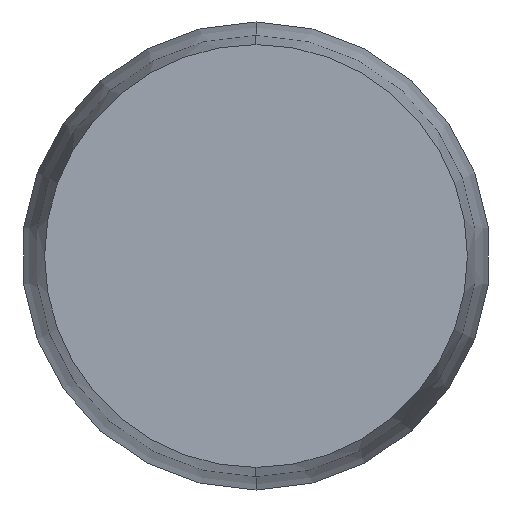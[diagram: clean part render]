
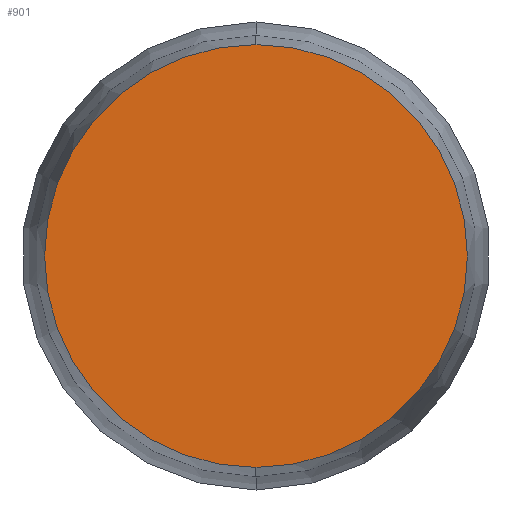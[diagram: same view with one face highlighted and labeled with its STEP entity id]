
A CAD part, left-side view. The second image highlights one B-rep face of the part: STEP entity #901.
In plain terms, the highlighted planar face has unit normal (-1, 0, 0).
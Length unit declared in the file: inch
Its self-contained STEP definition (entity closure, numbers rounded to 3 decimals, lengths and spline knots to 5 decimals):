
#6 = DIRECTION ( 'NONE',  ( 1., 0., 0. ) ) ;
#8 = CARTESIAN_POINT ( 'NONE',  ( 0., 0., 0. ) ) ;
#110 = FACE_OUTER_BOUND ( 'NONE', #538, .T. ) ;
#121 = PLANE ( 'NONE',  #719 ) ;
#167 = DIRECTION ( 'NONE',  ( 0., 0., 1. ) ) ;
#261 = ORIENTED_EDGE ( 'NONE', *, *, #806, .F. ) ;
#347 = DIRECTION ( 'NONE',  ( 0., 0., -1. ) ) ;
#348 = DIRECTION ( 'NONE',  ( 1., 0., 0. ) ) ;
#349 = CARTESIAN_POINT ( 'NONE',  ( 0., 0., 0. ) ) ;
#363 = DIRECTION ( 'NONE',  ( 0., 0., -1. ) ) ;
#424 = CARTESIAN_POINT ( 'NONE',  ( 0., 0., 0.01875 ) ) ;
#443 = VERTEX_POINT ( 'NONE', #505 ) ;
#445 = CARTESIAN_POINT ( 'NONE',  ( 0., 0., 0. ) ) ;
#477 = VERTEX_POINT ( 'NONE', #424 ) ;
#505 = CARTESIAN_POINT ( 'NONE',  ( 0., 0., -0.01875 ) ) ;
#538 = EDGE_LOOP ( 'NONE', ( #587, #261 ) ) ;
#583 = DIRECTION ( 'NONE',  ( -1., 0., 0. ) ) ;
#587 = ORIENTED_EDGE ( 'NONE', *, *, #858, .F. ) ;
#647 = AXIS2_PLACEMENT_3D ( 'NONE', #8, #6, #363 ) ;
#649 = CIRCLE ( 'NONE', #647, 0.01875 ) ;
#719 = AXIS2_PLACEMENT_3D ( 'NONE', #445, #583, #167 ) ;
#791 = AXIS2_PLACEMENT_3D ( 'NONE', #349, #348, #347 ) ;
#796 = CIRCLE ( 'NONE', #791, 0.01875 ) ;
#806 = EDGE_CURVE ( 'NONE', #477, #443, #796, .T. ) ;
#858 = EDGE_CURVE ( 'NONE', #443, #477, #649, .T. ) ;
#901 = ADVANCED_FACE ( 'NONE', ( #110 ), #121, .T. ) ;
